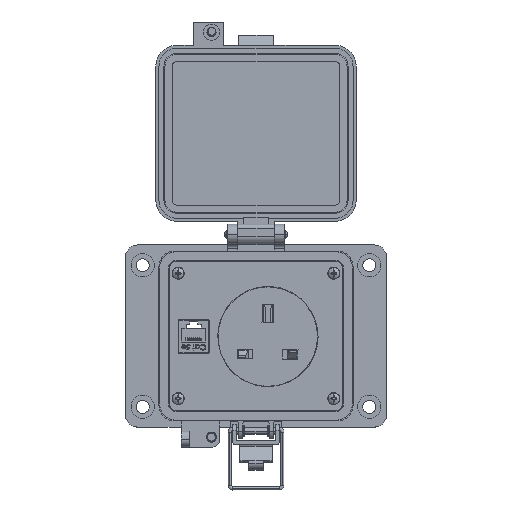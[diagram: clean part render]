
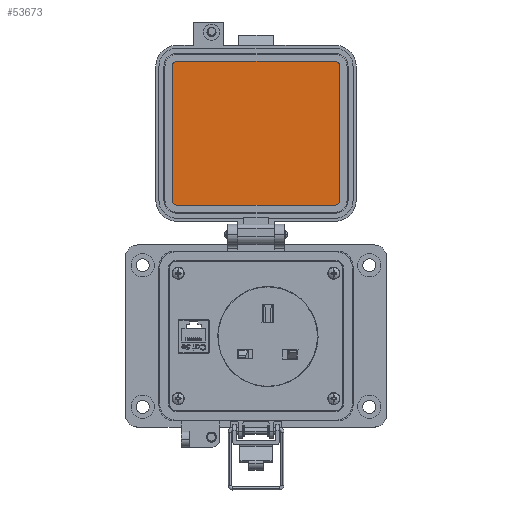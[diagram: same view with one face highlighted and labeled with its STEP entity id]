
A CAD part, top view. The second image highlights one B-rep face of the part: STEP entity #53673.
In plain terms, the highlighted planar face has unit normal (0, 0, 1).
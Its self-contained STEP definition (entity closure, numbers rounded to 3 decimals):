
#11 = ORIENTED_EDGE ( 'NONE', *, *, #67833, .F. ) ;
#446 = DIRECTION ( 'NONE',  ( 0., 1., 0. ) ) ;
#1046 = DIRECTION ( 'NONE',  ( 0., -1., 0. ) ) ;
#1263 = CARTESIAN_POINT ( 'NONE',  ( 35.912, 57.705, 19.202 ) ) ;
#2082 = VERTEX_POINT ( 'NONE', #10253 ) ;
#2615 = DIRECTION ( 'NONE',  ( 1., 0., 0. ) ) ;
#2912 = CARTESIAN_POINT ( 'NONE',  ( 38.212, 126.389, 19.202 ) ) ;
#5121 = VECTOR ( 'NONE', #15415, 1000. ) ;
#5548 = DIRECTION ( 'NONE',  ( 1., 0., 0. ) ) ;
#10253 = CARTESIAN_POINT ( 'NONE',  ( -42.469, 57.705, 19.202 ) ) ;
#11040 = CARTESIAN_POINT ( 'NONE',  ( -44.769, 93.196, 19.202 ) ) ;
#11161 = VERTEX_POINT ( 'NONE', #1263 ) ;
#14332 = AXIS2_PLACEMENT_3D ( 'NONE', #18294, #51898, #2615 ) ;
#14655 = VECTOR ( 'NONE', #45531, 1000. ) ;
#15415 = DIRECTION ( 'NONE',  ( -1., 0., 0. ) ) ;
#15759 = DIRECTION ( 'NONE',  ( 0., 0., -1. ) ) ;
#16142 = CARTESIAN_POINT ( 'NONE',  ( 39.871, 130.108, 19.202 ) ) ;
#16842 = DIRECTION ( 'NONE',  ( 0., 0., 1. ) ) ;
#16903 = CARTESIAN_POINT ( 'NONE',  ( -44.769, 126.389, 19.202 ) ) ;
#18294 = CARTESIAN_POINT ( 'NONE',  ( 35.912, 126.389, 19.202 ) ) ;
#18504 = CARTESIAN_POINT ( 'NONE',  ( -42.469, 126.389, 19.202 ) ) ;
#19115 = EDGE_CURVE ( 'NONE', #20200, #44457, #52683, .T. ) ;
#19574 = CARTESIAN_POINT ( 'NONE',  ( 35.912, 60.004, 19.202 ) ) ;
#20200 = VERTEX_POINT ( 'NONE', #16903 ) ;
#21143 = EDGE_LOOP ( 'NONE', ( #11, #63391, #66181, #57498, #38056, #38462, #69890, #51891 ) ) ;
#21148 = CARTESIAN_POINT ( 'NONE',  ( 38.212, 60.004, 19.202 ) ) ;
#21965 = VERTEX_POINT ( 'NONE', #21148 ) ;
#23047 = EDGE_CURVE ( 'NONE', #58801, #25807, #29447, .T. ) ;
#25364 = CARTESIAN_POINT ( 'NONE',  ( -42.469, 128.688, 19.202 ) ) ;
#25807 = VERTEX_POINT ( 'NONE', #2912 ) ;
#26326 = CARTESIAN_POINT ( 'NONE',  ( -3.279, 57.705, 19.202 ) ) ;
#29447 = CIRCLE ( 'NONE', #14332, 2.299 ) ;
#32178 = FACE_OUTER_BOUND ( 'NONE', #21143, .T. ) ;
#32343 = CIRCLE ( 'NONE', #38138, 2.299 ) ;
#35427 = CARTESIAN_POINT ( 'NONE',  ( -44.769, 60.004, 19.202 ) ) ;
#38056 = ORIENTED_EDGE ( 'NONE', *, *, #19115, .F. ) ;
#38138 = AXIS2_PLACEMENT_3D ( 'NONE', #19574, #41856, #58638 ) ;
#38462 = ORIENTED_EDGE ( 'NONE', *, *, #60353, .F. ) ;
#38656 = AXIS2_PLACEMENT_3D ( 'NONE', #18504, #46278, #1046 ) ;
#39105 = DIRECTION ( 'NONE',  ( -1., 0., 0. ) ) ;
#39875 = AXIS2_PLACEMENT_3D ( 'NONE', #71601, #15759, #5548 ) ;
#41856 = DIRECTION ( 'NONE',  ( 0., 0., -1. ) ) ;
#44457 = VERTEX_POINT ( 'NONE', #25364 ) ;
#44544 = EDGE_CURVE ( 'NONE', #2082, #48401, #65531, .T. ) ;
#44756 = LINE ( 'NONE', #56045, #68005 ) ;
#45531 = DIRECTION ( 'NONE',  ( 1., 0., 0. ) ) ;
#45967 = AXIS2_PLACEMENT_3D ( 'NONE', #16142, #16842, #39105 ) ;
#46278 = DIRECTION ( 'NONE',  ( 0., 0., -1. ) ) ;
#48401 = VERTEX_POINT ( 'NONE', #35427 ) ;
#49370 = PLANE ( 'NONE',  #45967 ) ;
#49833 = VECTOR ( 'NONE', #446, 1000. ) ;
#49937 = LINE ( 'NONE', #51007, #14655 ) ;
#51007 = CARTESIAN_POINT ( 'NONE',  ( -3.279, 128.688, 19.202 ) ) ;
#51891 = ORIENTED_EDGE ( 'NONE', *, *, #52587, .F. ) ;
#51898 = DIRECTION ( 'NONE',  ( 0., 0., -1. ) ) ;
#52040 = EDGE_CURVE ( 'NONE', #25807, #21965, #44756, .T. ) ;
#52587 = EDGE_CURVE ( 'NONE', #11161, #2082, #66841, .T. ) ;
#52683 = CIRCLE ( 'NONE', #38656, 2.299 ) ;
#53673 = ADVANCED_FACE ( 'NONE', ( #32178 ), #49370, .T. ) ;
#55789 = EDGE_CURVE ( 'NONE', #44457, #58801, #49937, .T. ) ;
#56045 = CARTESIAN_POINT ( 'NONE',  ( 38.212, 93.196, 19.202 ) ) ;
#57498 = ORIENTED_EDGE ( 'NONE', *, *, #55789, .F. ) ;
#58638 = DIRECTION ( 'NONE',  ( 0., -1., 0. ) ) ;
#58801 = VERTEX_POINT ( 'NONE', #61058 ) ;
#60353 = EDGE_CURVE ( 'NONE', #48401, #20200, #61395, .T. ) ;
#61058 = CARTESIAN_POINT ( 'NONE',  ( 35.912, 128.688, 19.202 ) ) ;
#61395 = LINE ( 'NONE', #11040, #49833 ) ;
#63391 = ORIENTED_EDGE ( 'NONE', *, *, #52040, .F. ) ;
#65531 = CIRCLE ( 'NONE', #39875, 2.299 ) ;
#66181 = ORIENTED_EDGE ( 'NONE', *, *, #23047, .F. ) ;
#66841 = LINE ( 'NONE', #26326, #5121 ) ;
#67019 = DIRECTION ( 'NONE',  ( 0., -1., 0. ) ) ;
#67833 = EDGE_CURVE ( 'NONE', #21965, #11161, #32343, .T. ) ;
#68005 = VECTOR ( 'NONE', #67019, 1000. ) ;
#69890 = ORIENTED_EDGE ( 'NONE', *, *, #44544, .F. ) ;
#71601 = CARTESIAN_POINT ( 'NONE',  ( -42.469, 60.004, 19.202 ) ) ;
